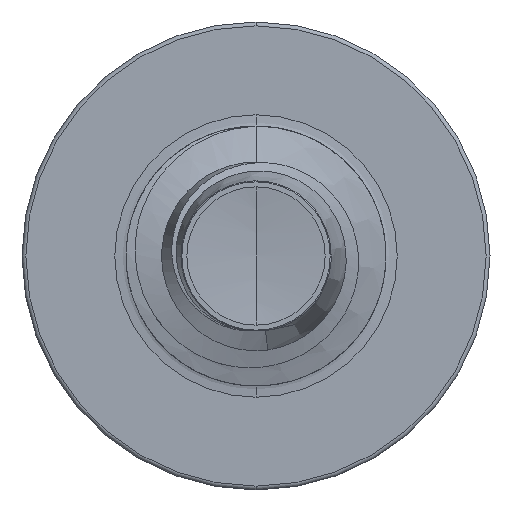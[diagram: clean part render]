
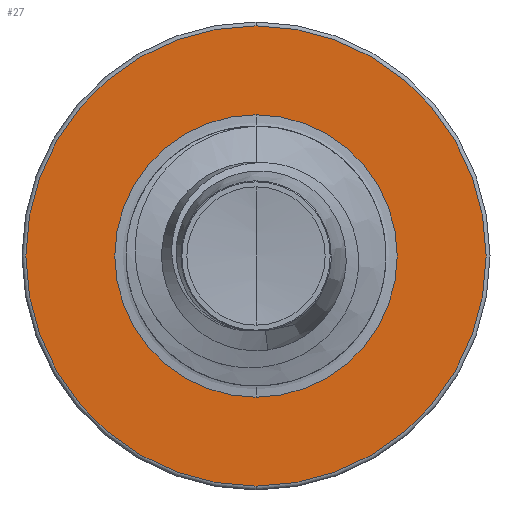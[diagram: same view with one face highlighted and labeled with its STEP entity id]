
A CAD part, front view. The second image highlights one B-rep face of the part: STEP entity #27.
In plain terms, the highlighted planar face has unit normal (0, -1, 0).
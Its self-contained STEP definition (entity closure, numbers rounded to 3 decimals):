
#27 = ADVANCED_FACE ( 'NONE', ( #9536, #9969 ), #9797, .F. ) ;
#262 = EDGE_CURVE ( 'NONE', #3263, #835, #9363, .T. ) ;
#670 = AXIS2_PLACEMENT_3D ( 'NONE', #7200, #7203, #6096 ) ;
#704 = ORIENTED_EDGE ( 'NONE', *, *, #6148, .F. ) ;
#835 = VERTEX_POINT ( 'NONE', #8691 ) ;
#1342 = EDGE_CURVE ( 'NONE', #835, #3263, #3755, .T. ) ;
#1356 = VERTEX_POINT ( 'NONE', #3647 ) ;
#1359 = AXIS2_PLACEMENT_3D ( 'NONE', #6407, #6699, #5588 ) ;
#1383 = AXIS2_PLACEMENT_3D ( 'NONE', #6468, #6460, #6443 ) ;
#2714 = AXIS2_PLACEMENT_3D ( 'NONE', #9618, #9616, #9607 ) ;
#3263 = VERTEX_POINT ( 'NONE', #7118 ) ;
#3395 = DIRECTION ( 'NONE',  ( 0., 0., 1. ) ) ;
#3406 = DIRECTION ( 'NONE',  ( 0., 1., 0. ) ) ;
#3410 = CARTESIAN_POINT ( 'NONE',  ( 0., 5., 0. ) ) ;
#3414 = CARTESIAN_POINT ( 'NONE',  ( 0., 5., -1.77 ) ) ;
#3647 = CARTESIAN_POINT ( 'NONE',  ( 0., 5., 1.77 ) ) ;
#3755 = CIRCLE ( 'NONE', #10129, 1.086 ) ;
#4294 = ORIENTED_EDGE ( 'NONE', *, *, #9296, .F. ) ;
#4474 = CIRCLE ( 'NONE', #1383, 1.77 ) ;
#5120 = EDGE_LOOP ( 'NONE', ( #7223, #8868 ) ) ;
#5588 = DIRECTION ( 'NONE',  ( 0., 0., 1. ) ) ;
#6096 = DIRECTION ( 'NONE',  ( 0., 0., 1. ) ) ;
#6148 = EDGE_CURVE ( 'NONE', #1356, #7566, #7139, .T. ) ;
#6407 = CARTESIAN_POINT ( 'NONE',  ( 0., 5., -1.086 ) ) ;
#6443 = DIRECTION ( 'NONE',  ( 0., 0., 1. ) ) ;
#6460 = DIRECTION ( 'NONE',  ( 0., 1., 0. ) ) ;
#6468 = CARTESIAN_POINT ( 'NONE',  ( 0., 5., 0. ) ) ;
#6699 = DIRECTION ( 'NONE',  ( 0., 1., 0. ) ) ;
#7118 = CARTESIAN_POINT ( 'NONE',  ( 0., 5., -1.086 ) ) ;
#7139 = CIRCLE ( 'NONE', #2714, 1.77 ) ;
#7200 = CARTESIAN_POINT ( 'NONE',  ( 0., 5., 0. ) ) ;
#7203 = DIRECTION ( 'NONE',  ( 0., 1., 0. ) ) ;
#7223 = ORIENTED_EDGE ( 'NONE', *, *, #1342, .T. ) ;
#7566 = VERTEX_POINT ( 'NONE', #3414 ) ;
#8560 = EDGE_LOOP ( 'NONE', ( #704, #4294 ) ) ;
#8691 = CARTESIAN_POINT ( 'NONE',  ( 0., 5., 1.086 ) ) ;
#8868 = ORIENTED_EDGE ( 'NONE', *, *, #262, .T. ) ;
#9296 = EDGE_CURVE ( 'NONE', #7566, #1356, #4474, .T. ) ;
#9363 = CIRCLE ( 'NONE', #670, 1.086 ) ;
#9536 = FACE_OUTER_BOUND ( 'NONE', #8560, .T. ) ;
#9607 = DIRECTION ( 'NONE',  ( 0., 0., 1. ) ) ;
#9616 = DIRECTION ( 'NONE',  ( 0., 1., 0. ) ) ;
#9618 = CARTESIAN_POINT ( 'NONE',  ( 0., 5., 0. ) ) ;
#9797 = PLANE ( 'NONE',  #1359 ) ;
#9969 = FACE_BOUND ( 'NONE', #5120, .T. ) ;
#10129 = AXIS2_PLACEMENT_3D ( 'NONE', #3410, #3406, #3395 ) ;
